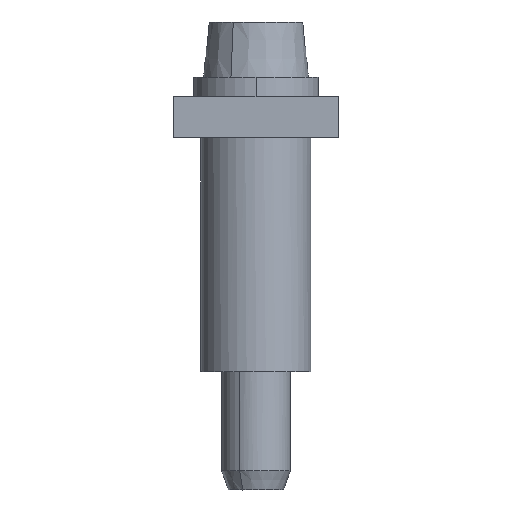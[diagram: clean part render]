
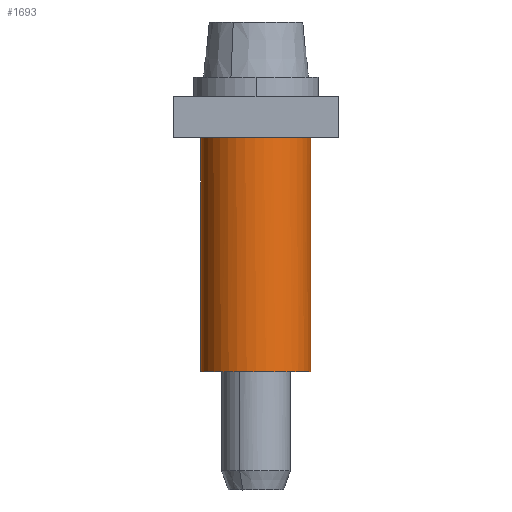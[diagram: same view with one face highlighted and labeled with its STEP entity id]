
A CAD part, left-side view. The second image highlights one B-rep face of the part: STEP entity #1693.
In plain terms, the highlighted cylindrical face has radius 2 mm (diameter 4 mm), a partial arc.
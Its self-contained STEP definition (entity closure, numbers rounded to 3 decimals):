
#1630=AXIS2_PLACEMENT_3D('Circle Axis2P3D',#1628,#1629,$) ;
#1637=AXIS2_PLACEMENT_3D('Circle Axis2P3D',#1635,#1636,$) ;
#1652=AXIS2_PLACEMENT_3D('Cylinder Axis2P3D',#1649,#1650,#1651) ;
#1567=CARTESIAN_POINT('Line Origine',(2.175,1.003,8.543)) ;
#1571=CARTESIAN_POINT('Vertex',(2.175,1.003,4.293)) ;
#1573=CARTESIAN_POINT('Vertex',(2.175,1.003,12.793)) ;
#1625=CARTESIAN_POINT('Vertex',(2.375,1.003,12.793)) ;
#1628=CARTESIAN_POINT('Axis2P3D Location',(2.275,3.,12.793)) ;
#1632=CARTESIAN_POINT('Vertex',(2.275,5.,12.793)) ;
#1635=CARTESIAN_POINT('Axis2P3D Location',(2.275,3.,12.793)) ;
#1649=CARTESIAN_POINT('Axis2P3D Location',(2.275,3.,8.543)) ;
#1655=CARTESIAN_POINT('Control Point',(2.275,5.,4.293)) ;
#1656=CARTESIAN_POINT('Control Point',(1.657,5.,4.293)) ;
#1657=CARTESIAN_POINT('Control Point',(1.038,4.761,4.293)) ;
#1658=CARTESIAN_POINT('Control Point',(0.545,4.28,4.293)) ;
#1659=CARTESIAN_POINT('Control Point',(0.037,3.056,4.293)) ;
#1660=CARTESIAN_POINT('Control Point',(0.484,1.808,4.293)) ;
#1661=CARTESIAN_POINT('Control Point',(0.952,1.303,4.293)) ;
#1662=CARTESIAN_POINT('Control Point',(1.557,1.033,4.293)) ;
#1663=CARTESIAN_POINT('Control Point',(2.175,1.003,4.293)) ;
#1664=CARTESIAN_POINT('Vertex',(2.275,5.,4.293)) ;
#1667=CARTESIAN_POINT('Line Origine',(2.375,1.003,8.543)) ;
#1671=CARTESIAN_POINT('Vertex',(2.375,1.003,4.293)) ;
#1675=CARTESIAN_POINT('Control Point',(2.375,1.003,4.293)) ;
#1676=CARTESIAN_POINT('Control Point',(2.993,1.033,4.293)) ;
#1677=CARTESIAN_POINT('Control Point',(3.598,1.303,4.293)) ;
#1678=CARTESIAN_POINT('Control Point',(4.066,1.808,4.293)) ;
#1679=CARTESIAN_POINT('Control Point',(4.513,3.056,4.293)) ;
#1680=CARTESIAN_POINT('Control Point',(4.005,4.28,4.293)) ;
#1681=CARTESIAN_POINT('Control Point',(3.512,4.761,4.293)) ;
#1682=CARTESIAN_POINT('Control Point',(2.893,5.,4.293)) ;
#1683=CARTESIAN_POINT('Control Point',(2.275,5.,4.293)) ;
#1568=DIRECTION('Vector Direction',(0.,0.,1.)) ;
#1629=DIRECTION('Axis2P3D Direction',(0.,0.,1.)) ;
#1636=DIRECTION('Axis2P3D Direction',(0.,0.,1.)) ;
#1650=DIRECTION('Axis2P3D Direction',(0.,0.,1.)) ;
#1651=DIRECTION('Axis2P3D XDirection',(0.,-1.,0.)) ;
#1668=DIRECTION('Vector Direction',(0.,0.,1.)) ;
#1569=VECTOR('Line Direction',#1568,1.) ;
#1669=VECTOR('Line Direction',#1668,1.) ;
#1686=ORIENTED_EDGE('',*,*,#1666,.T.) ;
#1687=ORIENTED_EDGE('',*,*,#1575,.T.) ;
#1688=ORIENTED_EDGE('',*,*,#1639,.F.) ;
#1689=ORIENTED_EDGE('',*,*,#1634,.F.) ;
#1690=ORIENTED_EDGE('',*,*,#1673,.F.) ;
#1691=ORIENTED_EDGE('',*,*,#1684,.T.) ;
#1693=ADVANCED_FACE('VH_8_5_4_2_8_SAKD2_5N.3\\Body.3',(#1692),#1653,.T.) ;
#1654=B_SPLINE_CURVE_WITH_KNOTS('',5,(#1655,#1656,#1657,#1658,#1659,#1660,#1661,#1662,#1663),.UNSPECIFIED.,.F.,.U.,(6,3,6),(-3.092,0.,3.092),.UNSPECIFIED.) ;
#1674=B_SPLINE_CURVE_WITH_KNOTS('',5,(#1675,#1676,#1677,#1678,#1679,#1680,#1681,#1682,#1683),.UNSPECIFIED.,.F.,.U.,(6,3,6),(-3.092,0.,3.092),.UNSPECIFIED.) ;
#1631=CIRCLE('generated circle',#1630,2.) ;
#1638=CIRCLE('generated circle',#1637,2.) ;
#1653=CYLINDRICAL_SURFACE('generated cylinder',#1652,2.) ;
#1575=EDGE_CURVE('',#1572,#1574,#1570,.T.) ;
#1634=EDGE_CURVE('',#1626,#1633,#1631,.T.) ;
#1639=EDGE_CURVE('',#1633,#1574,#1638,.T.) ;
#1666=EDGE_CURVE('',#1665,#1572,#1654,.T.) ;
#1673=EDGE_CURVE('',#1672,#1626,#1670,.T.) ;
#1684=EDGE_CURVE('',#1672,#1665,#1674,.T.) ;
#1685=EDGE_LOOP('',(#1686,#1687,#1688,#1689,#1690,#1691)) ;
#1692=FACE_OUTER_BOUND('',#1685,.T.) ;
#1570=LINE('Line',#1567,#1569) ;
#1670=LINE('Line',#1667,#1669) ;
#1572=VERTEX_POINT('',#1571) ;
#1574=VERTEX_POINT('',#1573) ;
#1626=VERTEX_POINT('',#1625) ;
#1633=VERTEX_POINT('',#1632) ;
#1665=VERTEX_POINT('',#1664) ;
#1672=VERTEX_POINT('',#1671) ;
